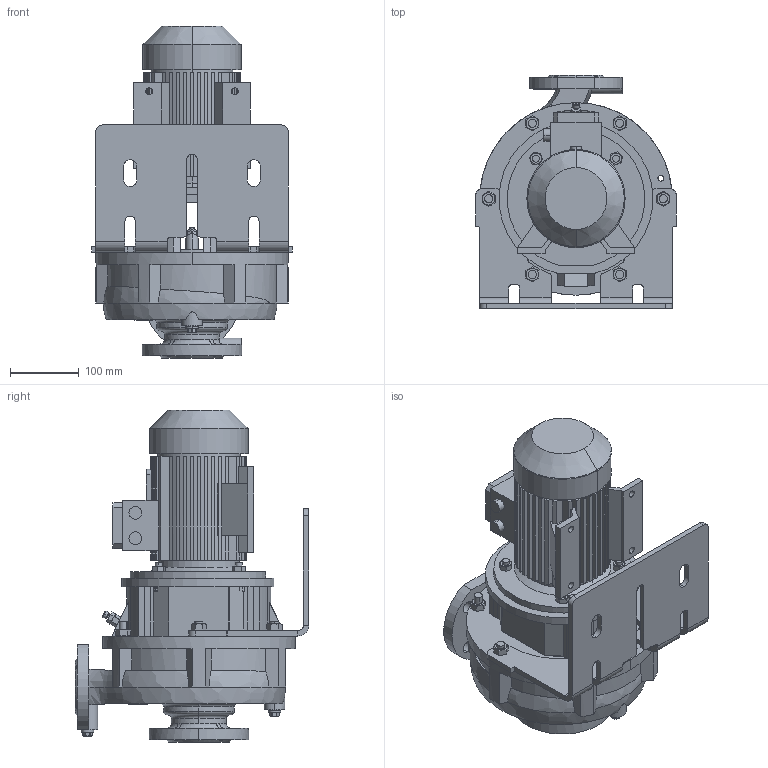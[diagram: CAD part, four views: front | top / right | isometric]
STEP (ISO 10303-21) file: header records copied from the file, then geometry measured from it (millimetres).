
FILE_DESCRIPTION (( 'STEP AP214' ), '1' );
FILE_NAME ('ﾌﾓ-311-200-ﾌ2-311-270-03-07.step', '2025-04-07T07:33:49', ( 'adb' ), ( '' ), 'SwSTEP 2.0', 'SolidWorks 2016', '' );
FILE_SCHEMA (( 'AUTOMOTIVE_DESIGN' ));
Length unit declared in the file: millimetre
Products named in the file (1): ﾌﾓ-311-200-ﾌ2-311-270-03-07
Bounding box: 292 x 340 x 483 mm (x, y, z)
Volume: 8924832.9 mm3; surface area: 1136833.3 mm2
Topology: 8 solids, 19 shells, 1080 faces, 2852 edges, 1852 vertices
Faces by surface type: plane 587, cylinder 364, cone 93, bspline 27, torus 9
Entity records: 52806 total; most frequent: CARTESIAN_POINT 13909, ORIENTED_EDGE 5700, DIRECTION 5537, EDGE_CURVE 2850, AXIS2_PLACEMENT_3D 1994, VERTEX_POINT 1852, VECTOR 1549, LINE 1549
